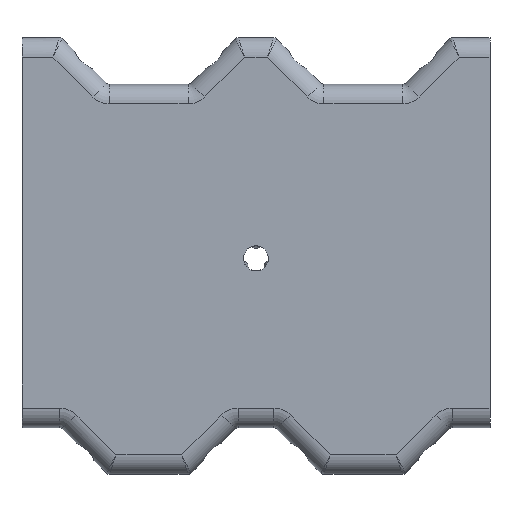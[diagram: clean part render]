
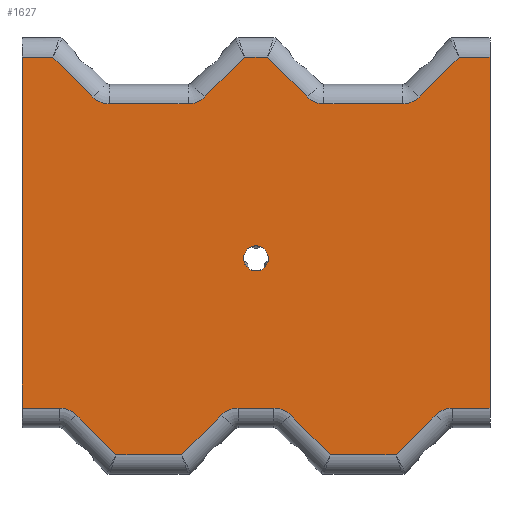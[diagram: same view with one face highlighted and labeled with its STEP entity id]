
A CAD part, top view. The second image highlights one B-rep face of the part: STEP entity #1627.
In plain terms, the highlighted planar face has unit normal (0, 0, 1).
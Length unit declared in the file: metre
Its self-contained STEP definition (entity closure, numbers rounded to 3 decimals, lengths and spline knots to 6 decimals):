
#172=LINE('',#2350,#266);
#173=LINE('',#2355,#267);
#174=LINE('',#2357,#268);
#175=LINE('',#2359,#269);
#176=LINE('',#2363,#270);
#177=LINE('',#2365,#271);
#178=LINE('',#2367,#272);
#179=LINE('',#2369,#273);
#180=LINE('',#2373,#274);
#181=LINE('',#2377,#275);
#182=LINE('',#2379,#276);
#183=LINE('',#2381,#277);
#184=LINE('',#2385,#278);
#185=LINE('',#2389,#279);
#186=LINE('',#2391,#280);
#187=LINE('',#2393,#281);
#188=LINE('',#2395,#282);
#189=LINE('',#2399,#283);
#190=LINE('',#2401,#284);
#191=LINE('',#2403,#285);
#266=VECTOR('',#1920,1.);
#267=VECTOR('',#1923,1.);
#268=VECTOR('',#1924,1.);
#269=VECTOR('',#1925,1.);
#270=VECTOR('',#1928,1.);
#271=VECTOR('',#1929,1.);
#272=VECTOR('',#1930,1.);
#273=VECTOR('',#1931,1.);
#274=VECTOR('',#1934,1.);
#275=VECTOR('',#1937,1.);
#276=VECTOR('',#1938,1.);
#277=VECTOR('',#1939,1.);
#278=VECTOR('',#1942,1.);
#279=VECTOR('',#1945,1.);
#280=VECTOR('',#1946,1.);
#281=VECTOR('',#1947,1.);
#282=VECTOR('',#1948,1.);
#283=VECTOR('',#1951,1.);
#284=VECTOR('',#1952,1.);
#285=VECTOR('',#1953,1.);
#360=ORIENTED_EDGE('',*,*,#868,.F.);
#361=ORIENTED_EDGE('',*,*,#869,.F.);
#362=ORIENTED_EDGE('',*,*,#870,.F.);
#363=ORIENTED_EDGE('',*,*,#871,.T.);
#364=ORIENTED_EDGE('',*,*,#872,.F.);
#365=ORIENTED_EDGE('',*,*,#873,.F.);
#366=ORIENTED_EDGE('',*,*,#874,.F.);
#367=ORIENTED_EDGE('',*,*,#875,.F.);
#368=ORIENTED_EDGE('',*,*,#876,.F.);
#369=ORIENTED_EDGE('',*,*,#877,.F.);
#370=ORIENTED_EDGE('',*,*,#878,.F.);
#371=ORIENTED_EDGE('',*,*,#879,.F.);
#372=ORIENTED_EDGE('',*,*,#880,.F.);
#373=ORIENTED_EDGE('',*,*,#881,.F.);
#374=ORIENTED_EDGE('',*,*,#882,.F.);
#375=ORIENTED_EDGE('',*,*,#883,.F.);
#376=ORIENTED_EDGE('',*,*,#884,.F.);
#377=ORIENTED_EDGE('',*,*,#885,.T.);
#378=ORIENTED_EDGE('',*,*,#886,.T.);
#379=ORIENTED_EDGE('',*,*,#887,.T.);
#380=ORIENTED_EDGE('',*,*,#888,.T.);
#381=ORIENTED_EDGE('',*,*,#889,.T.);
#382=ORIENTED_EDGE('',*,*,#890,.T.);
#383=ORIENTED_EDGE('',*,*,#891,.T.);
#384=ORIENTED_EDGE('',*,*,#892,.T.);
#385=ORIENTED_EDGE('',*,*,#893,.T.);
#386=ORIENTED_EDGE('',*,*,#894,.T.);
#387=ORIENTED_EDGE('',*,*,#895,.T.);
#388=ORIENTED_EDGE('',*,*,#896,.T.);
#389=ORIENTED_EDGE('',*,*,#897,.T.);
#390=ORIENTED_EDGE('',*,*,#898,.T.);
#868=EDGE_CURVE('',#1122,#1123,#1283,.T.);
#869=EDGE_CURVE('',#1124,#1122,#1284,.T.);
#870=EDGE_CURVE('',#1123,#1124,#1285,.T.);
#871=EDGE_CURVE('',#1125,#1126,#172,.F.);
#872=EDGE_CURVE('',#1127,#1126,#1286,.F.);
#873=EDGE_CURVE('',#1128,#1127,#173,.F.);
#874=EDGE_CURVE('',#1129,#1128,#174,.F.);
#875=EDGE_CURVE('',#1130,#1129,#175,.T.);
#876=EDGE_CURVE('',#1131,#1130,#1287,.F.);
#877=EDGE_CURVE('',#1132,#1131,#176,.F.);
#878=EDGE_CURVE('',#1133,#1132,#177,.T.);
#879=EDGE_CURVE('',#1134,#1133,#178,.T.);
#880=EDGE_CURVE('',#1135,#1134,#179,.F.);
#881=EDGE_CURVE('',#1136,#1135,#1288,.F.);
#882=EDGE_CURVE('',#1137,#1136,#180,.T.);
#883=EDGE_CURVE('',#1138,#1137,#1289,.F.);
#884=EDGE_CURVE('',#1139,#1138,#181,.T.);
#885=EDGE_CURVE('',#1139,#1140,#182,.T.);
#886=EDGE_CURVE('',#1140,#1141,#183,.T.);
#887=EDGE_CURVE('',#1141,#1142,#1290,.F.);
#888=EDGE_CURVE('',#1142,#1143,#184,.T.);
#889=EDGE_CURVE('',#1143,#1144,#1291,.F.);
#890=EDGE_CURVE('',#1144,#1145,#185,.F.);
#891=EDGE_CURVE('',#1145,#1146,#186,.T.);
#892=EDGE_CURVE('',#1146,#1147,#187,.T.);
#893=EDGE_CURVE('',#1147,#1148,#188,.F.);
#894=EDGE_CURVE('',#1148,#1149,#1292,.F.);
#895=EDGE_CURVE('',#1149,#1150,#189,.T.);
#896=EDGE_CURVE('',#1150,#1151,#190,.F.);
#897=EDGE_CURVE('',#1151,#1152,#191,.F.);
#898=EDGE_CURVE('',#1152,#1125,#1293,.F.);
#1122=VERTEX_POINT('',#2345);
#1123=VERTEX_POINT('',#2346);
#1124=VERTEX_POINT('',#2348);
#1125=VERTEX_POINT('',#2351);
#1126=VERTEX_POINT('',#2352);
#1127=VERTEX_POINT('',#2354);
#1128=VERTEX_POINT('',#2356);
#1129=VERTEX_POINT('',#2358);
#1130=VERTEX_POINT('',#2360);
#1131=VERTEX_POINT('',#2362);
#1132=VERTEX_POINT('',#2364);
#1133=VERTEX_POINT('',#2366);
#1134=VERTEX_POINT('',#2368);
#1135=VERTEX_POINT('',#2370);
#1136=VERTEX_POINT('',#2372);
#1137=VERTEX_POINT('',#2374);
#1138=VERTEX_POINT('',#2376);
#1139=VERTEX_POINT('',#2378);
#1140=VERTEX_POINT('',#2380);
#1141=VERTEX_POINT('',#2382);
#1142=VERTEX_POINT('',#2384);
#1143=VERTEX_POINT('',#2386);
#1144=VERTEX_POINT('',#2388);
#1145=VERTEX_POINT('',#2390);
#1146=VERTEX_POINT('',#2392);
#1147=VERTEX_POINT('',#2394);
#1148=VERTEX_POINT('',#2396);
#1149=VERTEX_POINT('',#2398);
#1150=VERTEX_POINT('',#2400);
#1151=VERTEX_POINT('',#2402);
#1152=VERTEX_POINT('',#2404);
#1283=CIRCLE('',#1743,0.0016);
#1284=CIRCLE('',#1744,0.0016);
#1285=CIRCLE('',#1745,0.0016);
#1286=CIRCLE('',#1746,0.003);
#1287=CIRCLE('',#1747,0.003);
#1288=CIRCLE('',#1748,0.003);
#1289=CIRCLE('',#1749,0.003);
#1290=CIRCLE('',#1750,0.003);
#1291=CIRCLE('',#1751,0.003);
#1292=CIRCLE('',#1752,0.003);
#1293=CIRCLE('',#1753,0.003);
#1357=EDGE_LOOP('',(#360,#361,#362));
#1358=EDGE_LOOP('',(#363,#364,#365,#366,#367,#368,#369,#370,#371,#372,#373,
#374,#375,#376,#377,#378,#379,#380,#381,#382,#383,#384,#385,#386,#387,#388,
#389,#390));
#1478=FACE_BOUND('',#1357,.T.);
#1479=FACE_BOUND('',#1358,.T.);
#1599=PLANE('',#1742);
#1627=ADVANCED_FACE('',(#1478,#1479),#1599,.T.);
#1742=AXIS2_PLACEMENT_3D('',#2343,#1912,#1913);
#1743=AXIS2_PLACEMENT_3D('',#2344,#1914,#1915);
#1744=AXIS2_PLACEMENT_3D('',#2347,#1916,#1917);
#1745=AXIS2_PLACEMENT_3D('',#2349,#1918,#1919);
#1746=AXIS2_PLACEMENT_3D('',#2353,#1921,#1922);
#1747=AXIS2_PLACEMENT_3D('',#2361,#1926,#1927);
#1748=AXIS2_PLACEMENT_3D('',#2371,#1932,#1933);
#1749=AXIS2_PLACEMENT_3D('',#2375,#1935,#1936);
#1750=AXIS2_PLACEMENT_3D('',#2383,#1940,#1941);
#1751=AXIS2_PLACEMENT_3D('',#2387,#1943,#1944);
#1752=AXIS2_PLACEMENT_3D('',#2397,#1949,#1950);
#1753=AXIS2_PLACEMENT_3D('',#2405,#1954,#1955);
#1912=DIRECTION('',(0.,0.,1.));
#1913=DIRECTION('',(1.,0.,0.));
#1914=DIRECTION('',(0.,0.,1.));
#1915=DIRECTION('',(1.,0.,0.));
#1916=DIRECTION('',(0.,0.,1.));
#1917=DIRECTION('',(1.,0.,0.));
#1918=DIRECTION('',(0.,0.,1.));
#1919=DIRECTION('',(1.,0.,0.));
#1920=DIRECTION('',(-1.,0.,0.));
#1921=DIRECTION('',(0.,0.,-1.));
#1922=DIRECTION('',(-1.,0.,0.));
#1923=DIRECTION('',(0.707,-0.707,0.));
#1924=DIRECTION('',(1.,0.,0.));
#1925=DIRECTION('',(-0.707,-0.707,0.));
#1926=DIRECTION('',(0.,0.,-1.));
#1927=DIRECTION('',(-1.,0.,0.));
#1928=DIRECTION('',(1.,0.,0.));
#1929=DIRECTION('',(0.,-1.,0.));
#1930=DIRECTION('',(1.,0.,0.));
#1931=DIRECTION('',(-0.707,-0.707,0.));
#1932=DIRECTION('',(0.,0.,-1.));
#1933=DIRECTION('',(-1.,0.,0.));
#1934=DIRECTION('',(1.,0.,0.));
#1935=DIRECTION('',(0.,0.,-1.));
#1936=DIRECTION('',(-1.,0.,0.));
#1937=DIRECTION('',(0.707,-0.707,0.));
#1938=DIRECTION('',(-1.,0.,0.));
#1939=DIRECTION('',(-0.707,-0.707,0.));
#1940=DIRECTION('',(0.,0.,1.));
#1941=DIRECTION('',(1.,0.,0.));
#1942=DIRECTION('',(-1.,0.,0.));
#1943=DIRECTION('',(0.,0.,1.));
#1944=DIRECTION('',(1.,0.,0.));
#1945=DIRECTION('',(0.707,-0.707,0.));
#1946=DIRECTION('',(-1.,0.,0.));
#1947=DIRECTION('',(0.,-1.,0.));
#1948=DIRECTION('',(-1.,0.,0.));
#1949=DIRECTION('',(0.,0.,1.));
#1950=DIRECTION('',(1.,0.,0.));
#1951=DIRECTION('',(0.707,-0.707,0.));
#1952=DIRECTION('',(-1.,0.,0.));
#1953=DIRECTION('',(-0.707,-0.707,0.));
#1954=DIRECTION('',(0.,0.,1.));
#1955=DIRECTION('',(1.,0.,0.));
#2343=CARTESIAN_POINT('',(0.,-0.003,0.005));
#2344=CARTESIAN_POINT('',(0.,-0.003305,0.005));
#2345=CARTESIAN_POINT('',(-0.000006,-0.001706,0.005));
#2346=CARTESIAN_POINT('',(-0.001383,-0.004111,0.005));
#2347=CARTESIAN_POINT('',(0.,-0.003305,0.005));
#2348=CARTESIAN_POINT('',(0.001389,-0.0041,0.005));
#2349=CARTESIAN_POINT('',(0.,-0.003305,0.005));
#2350=CARTESIAN_POINT('',(0.,-0.0225,0.005));
#2351=CARTESIAN_POINT('',(-0.002293,-0.0225,0.005));
#2352=CARTESIAN_POINT('',(0.002293,-0.0225,0.005));
#2353=CARTESIAN_POINT('',(0.002293,-0.0255,0.005));
#2354=CARTESIAN_POINT('',(0.004414,-0.023379,0.005));
#2355=CARTESIAN_POINT('',(-0.007982,-0.010982,0.005));
#2356=CARTESIAN_POINT('',(0.009536,-0.0285,0.005));
#2357=CARTESIAN_POINT('',(0.,-0.0285,0.005));
#2358=CARTESIAN_POINT('',(0.017964,-0.0285,0.005));
#2359=CARTESIAN_POINT('',(0.021732,-0.024732,0.005));
#2360=CARTESIAN_POINT('',(0.023086,-0.023379,0.005));
#2361=CARTESIAN_POINT('',(0.025207,-0.0255,0.005));
#2362=CARTESIAN_POINT('',(0.025207,-0.0225,0.005));
#2363=CARTESIAN_POINT('',(0.,-0.0225,0.005));
#2364=CARTESIAN_POINT('',(0.03,-0.0225,0.005));
#2365=CARTESIAN_POINT('',(0.03,0.,0.005));
#2366=CARTESIAN_POINT('',(0.03,0.0225,0.005));
#2367=CARTESIAN_POINT('',(0.03,0.0225,0.005));
#2368=CARTESIAN_POINT('',(0.026036,0.0225,0.005));
#2369=CARTESIAN_POINT('',(0.026621,0.023086,0.005));
#2370=CARTESIAN_POINT('',(0.020914,0.017379,0.005));
#2371=CARTESIAN_POINT('',(0.018793,0.0195,0.005));
#2372=CARTESIAN_POINT('',(0.018793,0.0165,0.005));
#2373=CARTESIAN_POINT('',(0.018793,0.0165,0.005));
#2374=CARTESIAN_POINT('',(0.008707,0.0165,0.005));
#2375=CARTESIAN_POINT('',(0.008707,0.0195,0.005));
#2376=CARTESIAN_POINT('',(0.006586,0.017379,0.005));
#2377=CARTESIAN_POINT('',(0.006586,0.017379,0.005));
#2378=CARTESIAN_POINT('',(0.001464,0.0225,0.005));
#2379=CARTESIAN_POINT('',(-0.002293,0.0225,0.005));
#2380=CARTESIAN_POINT('',(-0.001464,0.0225,0.005));
#2381=CARTESIAN_POINT('',(-0.006586,0.017379,0.005));
#2382=CARTESIAN_POINT('',(-0.006586,0.017379,0.005));
#2383=CARTESIAN_POINT('',(-0.008707,0.0195,0.005));
#2384=CARTESIAN_POINT('',(-0.008707,0.0165,0.005));
#2385=CARTESIAN_POINT('',(-0.018793,0.0165,0.005));
#2386=CARTESIAN_POINT('',(-0.018793,0.0165,0.005));
#2387=CARTESIAN_POINT('',(-0.018793,0.0195,0.005));
#2388=CARTESIAN_POINT('',(-0.020914,0.017379,0.005));
#2389=CARTESIAN_POINT('',(-0.026621,0.023086,0.005));
#2390=CARTESIAN_POINT('',(-0.026036,0.0225,0.005));
#2391=CARTESIAN_POINT('',(-0.03,0.0225,0.005));
#2392=CARTESIAN_POINT('',(-0.03,0.0225,0.005));
#2393=CARTESIAN_POINT('',(-0.03,0.,0.005));
#2394=CARTESIAN_POINT('',(-0.03,-0.0225,0.005));
#2395=CARTESIAN_POINT('',(0.,-0.0225,0.005));
#2396=CARTESIAN_POINT('',(-0.025207,-0.0225,0.005));
#2397=CARTESIAN_POINT('',(-0.025207,-0.0255,0.005));
#2398=CARTESIAN_POINT('',(-0.023086,-0.023379,0.005));
#2399=CARTESIAN_POINT('',(-0.021732,-0.024732,0.005));
#2400=CARTESIAN_POINT('',(-0.017964,-0.0285,0.005));
#2401=CARTESIAN_POINT('',(0.,-0.0285,0.005));
#2402=CARTESIAN_POINT('',(-0.009536,-0.0285,0.005));
#2403=CARTESIAN_POINT('',(0.007982,-0.010982,0.005));
#2404=CARTESIAN_POINT('',(-0.004414,-0.023379,0.005));
#2405=CARTESIAN_POINT('',(-0.002293,-0.0255,0.005));
